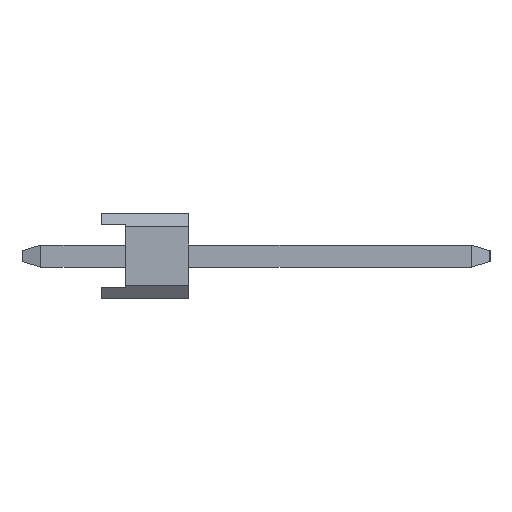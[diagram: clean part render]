
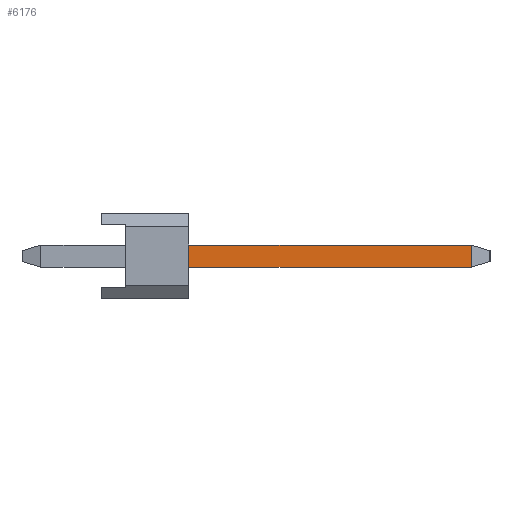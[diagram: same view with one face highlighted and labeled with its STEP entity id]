
A CAD part, left-side view. The second image highlights one B-rep face of the part: STEP entity #6176.
In plain terms, the highlighted planar face has unit normal (-1, 0, 0).
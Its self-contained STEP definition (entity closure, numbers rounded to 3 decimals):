
#3254=VERTEX_POINT('',#8263);
#3692=VERTEX_POINT('',#8761);
#3712=EDGE_CURVE('',#3254,#4490,#8784,.T.);
#4452=EDGE_CURVE('',#4490,#6322,#9596,.T.);
#4490=VERTEX_POINT('',#9637);
#5410=EDGE_CURVE('',#3692,#3254,#10639,.T.);
#5416=EDGE_CURVE('',#6322,#3692,#10645,.T.);
#6176=ADVANCED_FACE('',(#11483),#11484,.T.);
#6322=VERTEX_POINT('',#11646);
#8263=CARTESIAN_POINT('',(-19.37,-10.744,-0.32));
#8761=CARTESIAN_POINT('',(-19.37,-10.744,0.32));
#8784=LINE('',#14802,#14803);
#9596=LINE('',#15984,#15985);
#9637=CARTESIAN_POINT('',(-19.37,-2.54,-0.32));
#10639=LINE('',#17509,#17510);
#10645=LINE('',#17521,#17522);
#11483=FACE_OUTER_BOUND('',#18736,.T.);
#11484=PLANE('',#18737);
#11646=CARTESIAN_POINT('',(-19.37,-2.54,0.32));
#14802=CARTESIAN_POINT('',(-19.37,1.764,-0.32));
#14803=VECTOR('',#22229,1.0);
#15984=CARTESIAN_POINT('',(-19.37,-2.54,0.252));
#15985=VECTOR('',#23014,1.0);
#17509=CARTESIAN_POINT('',(-19.37,-10.744,0.5));
#17510=VECTOR('',#23965,1.0);
#17521=CARTESIAN_POINT('',(-19.37,-4.49,0.32));
#17522=VECTOR('',#23968,1.0);
#18736=EDGE_LOOP('',(#24794,#24795,#24796,#24797));
#18737=AXIS2_PLACEMENT_3D('',#24798,#24799,#24800);
#22229=DIRECTION('',(0.,1.0,0.));
#23014=DIRECTION('',(0.,0.,1.0));
#23965=DIRECTION('',(0.0,0.,-1.0));
#23968=DIRECTION('',(0.,-1.0,0.));
#24794=ORIENTED_EDGE('',*,*,#4452,.F.);
#24795=ORIENTED_EDGE('',*,*,#3712,.F.);
#24796=ORIENTED_EDGE('',*,*,#5410,.F.);
#24797=ORIENTED_EDGE('',*,*,#5416,.F.);
#24798=CARTESIAN_POINT('',(-19.37,1.764,0.5));
#24799=DIRECTION('',(-1.0,0.,0.));
#24800=DIRECTION('',(0.,1.0,0.));
